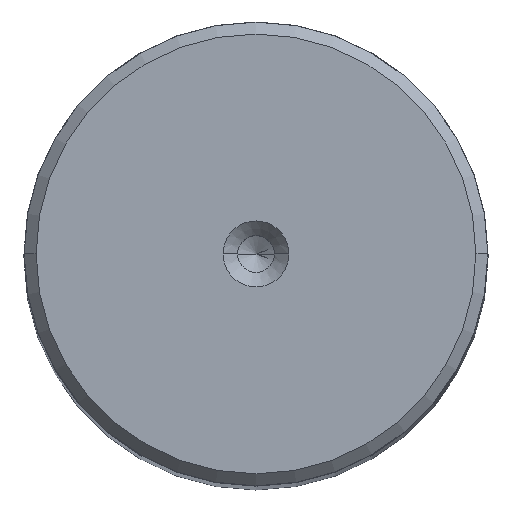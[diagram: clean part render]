
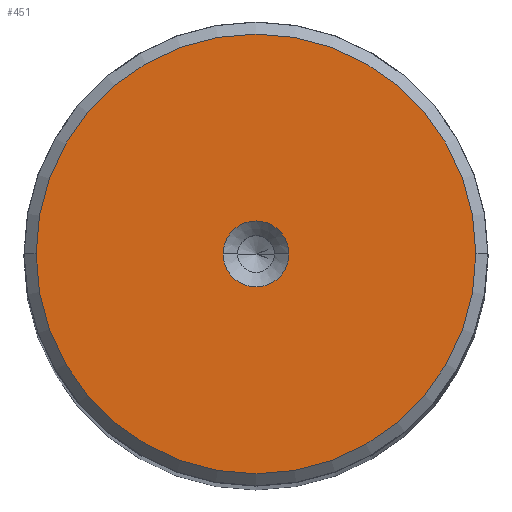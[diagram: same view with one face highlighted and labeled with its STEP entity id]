
A CAD part, top view. The second image highlights one B-rep face of the part: STEP entity #451.
In plain terms, the highlighted planar face has unit normal (0, 0, 1).
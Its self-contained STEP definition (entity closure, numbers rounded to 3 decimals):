
#30 = DIRECTION ( 'NONE',  ( 0., 0., 1. ) ) ;
#153 = CIRCLE ( 'NONE', #1859, 18.014 ) ;
#203 = DIRECTION ( 'NONE',  ( 0., 0., 1. ) ) ;
#254 = CARTESIAN_POINT ( 'NONE',  ( -2.7, 0., 190. ) ) ;
#334 = DIRECTION ( 'NONE',  ( 1., 0., 0. ) ) ;
#402 = EDGE_LOOP ( 'NONE', ( #2074, #1109 ) ) ;
#417 = CARTESIAN_POINT ( 'NONE',  ( -18.014, 0., 190. ) ) ;
#425 = VERTEX_POINT ( 'NONE', #254 ) ;
#435 = VERTEX_POINT ( 'NONE', #1925 ) ;
#451 = ADVANCED_FACE ( 'NONE', ( #2132, #1224 ), #1168, .T. ) ;
#456 = VERTEX_POINT ( 'NONE', #417 ) ;
#613 = CIRCLE ( 'NONE', #1238, 2.7 ) ;
#636 = CIRCLE ( 'NONE', #1945, 2.7 ) ;
#637 = CARTESIAN_POINT ( 'NONE',  ( 0., 0., 190. ) ) ;
#728 = CIRCLE ( 'NONE', #1759, 18.014 ) ;
#934 = DIRECTION ( 'NONE',  ( 1., 0., 0. ) ) ;
#1016 = CARTESIAN_POINT ( 'NONE',  ( 0., 0., 190. ) ) ;
#1109 = ORIENTED_EDGE ( 'NONE', *, *, #1487, .F. ) ;
#1119 = VERTEX_POINT ( 'NONE', #2288 ) ;
#1168 = PLANE ( 'NONE',  #1900 ) ;
#1183 = EDGE_CURVE ( 'NONE', #456, #1119, #728, .T. ) ;
#1224 = FACE_OUTER_BOUND ( 'NONE', #1757, .T. ) ;
#1238 = AXIS2_PLACEMENT_3D ( 'NONE', #2272, #1679, #334 ) ;
#1334 = CARTESIAN_POINT ( 'NONE',  ( 0., 0., 190. ) ) ;
#1371 = DIRECTION ( 'NONE',  ( 0., 0., 1. ) ) ;
#1446 = EDGE_CURVE ( 'NONE', #435, #425, #636, .T. ) ;
#1487 = EDGE_CURVE ( 'NONE', #425, #435, #613, .T. ) ;
#1511 = DIRECTION ( 'NONE',  ( 1., 0., 0. ) ) ;
#1553 = DIRECTION ( 'NONE',  ( 1., 0., 0. ) ) ;
#1646 = EDGE_CURVE ( 'NONE', #1119, #456, #153, .T. ) ;
#1647 = ORIENTED_EDGE ( 'NONE', *, *, #1183, .T. ) ;
#1679 = DIRECTION ( 'NONE',  ( 0., 0., 1. ) ) ;
#1757 = EDGE_LOOP ( 'NONE', ( #1647, #1794 ) ) ;
#1759 = AXIS2_PLACEMENT_3D ( 'NONE', #1334, #203, #1511 ) ;
#1794 = ORIENTED_EDGE ( 'NONE', *, *, #1646, .T. ) ;
#1859 = AXIS2_PLACEMENT_3D ( 'NONE', #637, #1371, #1943 ) ;
#1886 = DIRECTION ( 'NONE',  ( 0., 0., 1. ) ) ;
#1900 = AXIS2_PLACEMENT_3D ( 'NONE', #1016, #30, #1553 ) ;
#1925 = CARTESIAN_POINT ( 'NONE',  ( 2.7, 0., 190. ) ) ;
#1943 = DIRECTION ( 'NONE',  ( 1., 0., 0. ) ) ;
#1945 = AXIS2_PLACEMENT_3D ( 'NONE', #2045, #1886, #934 ) ;
#2045 = CARTESIAN_POINT ( 'NONE',  ( 0., 0., 190. ) ) ;
#2074 = ORIENTED_EDGE ( 'NONE', *, *, #1446, .F. ) ;
#2132 = FACE_BOUND ( 'NONE', #402, .T. ) ;
#2272 = CARTESIAN_POINT ( 'NONE',  ( 0., 0., 190. ) ) ;
#2288 = CARTESIAN_POINT ( 'NONE',  ( 18.014, 0., 190. ) ) ;
